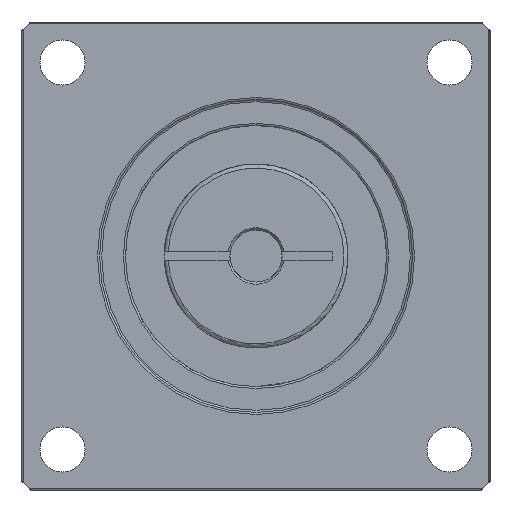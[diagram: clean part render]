
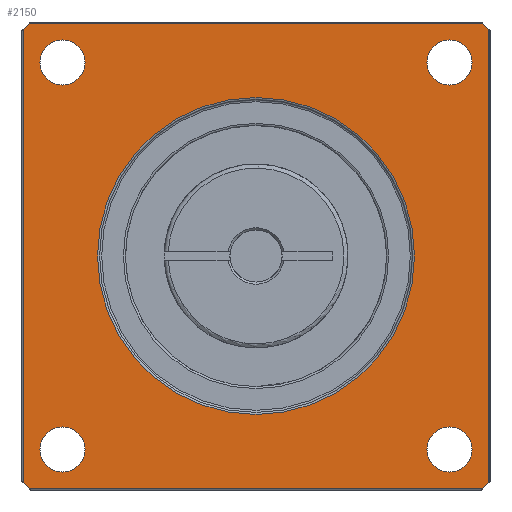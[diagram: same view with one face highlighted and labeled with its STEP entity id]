
A CAD part, left-side view. The second image highlights one B-rep face of the part: STEP entity #2150.
In plain terms, the highlighted planar face has unit normal (-1, 0, 0).
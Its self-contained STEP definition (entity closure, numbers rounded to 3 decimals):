
#33=FACE_BOUND('',#373,.T.);
#34=FACE_BOUND('',#374,.T.);
#35=FACE_BOUND('',#375,.T.);
#36=FACE_BOUND('',#376,.T.);
#37=FACE_BOUND('',#377,.T.);
#103=PLANE('',#2326);
#137=CIRCLE('',#2271,2.75);
#142=CIRCLE('',#2278,2.75);
#147=CIRCLE('',#2285,2.75);
#152=CIRCLE('',#2292,2.75);
#166=CIRCLE('',#2327,19.3);
#167=CIRCLE('',#2328,19.3);
#246=FACE_OUTER_BOUND('',#372,.T.);
#372=EDGE_LOOP('',(#1590,#1591,#1592,#1593,#1594,#1595,#1596,#1597));
#373=EDGE_LOOP('',(#1598));
#374=EDGE_LOOP('',(#1599));
#375=EDGE_LOOP('',(#1600));
#376=EDGE_LOOP('',(#1601));
#377=EDGE_LOOP('',(#1602,#1603));
#626=LINE('',#3990,#757);
#628=LINE('',#4000,#759);
#630=LINE('',#4004,#761);
#631=LINE('',#4006,#762);
#632=LINE('',#4008,#763);
#633=LINE('',#4010,#764);
#634=LINE('',#4012,#765);
#635=LINE('',#4013,#766);
#757=VECTOR('',#2686,10.);
#759=VECTOR('',#2696,10.);
#761=VECTOR('',#2700,10.);
#762=VECTOR('',#2701,10.);
#763=VECTOR('',#2702,10.);
#764=VECTOR('',#2703,10.);
#765=VECTOR('',#2704,10.);
#766=VECTOR('',#2705,10.);
#879=VERTEX_POINT('',#3815);
#884=VERTEX_POINT('',#3829);
#889=VERTEX_POINT('',#3843);
#894=VERTEX_POINT('',#3857);
#933=VERTEX_POINT('',#3987);
#934=VERTEX_POINT('',#3989);
#938=VERTEX_POINT('',#3998);
#939=VERTEX_POINT('',#4003);
#940=VERTEX_POINT('',#4005);
#941=VERTEX_POINT('',#4007);
#942=VERTEX_POINT('',#4009);
#943=VERTEX_POINT('',#4011);
#944=VERTEX_POINT('',#4014);
#945=VERTEX_POINT('',#4015);
#1125=EDGE_CURVE('',#879,#879,#137,.T.);
#1132=EDGE_CURVE('',#884,#884,#142,.T.);
#1139=EDGE_CURVE('',#889,#889,#147,.T.);
#1146=EDGE_CURVE('',#894,#894,#152,.T.);
#1198=EDGE_CURVE('',#933,#934,#626,.T.);
#1203=EDGE_CURVE('',#938,#933,#628,.T.);
#1205=EDGE_CURVE('',#939,#938,#630,.T.);
#1206=EDGE_CURVE('',#940,#939,#631,.T.);
#1207=EDGE_CURVE('',#941,#940,#632,.T.);
#1208=EDGE_CURVE('',#942,#941,#633,.T.);
#1209=EDGE_CURVE('',#943,#942,#634,.T.);
#1210=EDGE_CURVE('',#934,#943,#635,.T.);
#1211=EDGE_CURVE('',#944,#945,#166,.T.);
#1212=EDGE_CURVE('',#945,#944,#167,.T.);
#1590=ORIENTED_EDGE('',*,*,#1203,.F.);
#1591=ORIENTED_EDGE('',*,*,#1205,.F.);
#1592=ORIENTED_EDGE('',*,*,#1206,.F.);
#1593=ORIENTED_EDGE('',*,*,#1207,.F.);
#1594=ORIENTED_EDGE('',*,*,#1208,.F.);
#1595=ORIENTED_EDGE('',*,*,#1209,.F.);
#1596=ORIENTED_EDGE('',*,*,#1210,.F.);
#1597=ORIENTED_EDGE('',*,*,#1198,.F.);
#1598=ORIENTED_EDGE('',*,*,#1125,.T.);
#1599=ORIENTED_EDGE('',*,*,#1132,.T.);
#1600=ORIENTED_EDGE('',*,*,#1139,.T.);
#1601=ORIENTED_EDGE('',*,*,#1146,.T.);
#1602=ORIENTED_EDGE('',*,*,#1211,.F.);
#1603=ORIENTED_EDGE('',*,*,#1212,.F.);
#2150=ADVANCED_FACE('',(#246,#33,#34,#35,#36,#37),#103,.F.);
#2271=AXIS2_PLACEMENT_3D('',#3817,#2549,#2550);
#2278=AXIS2_PLACEMENT_3D('',#3831,#2565,#2566);
#2285=AXIS2_PLACEMENT_3D('',#3845,#2581,#2582);
#2292=AXIS2_PLACEMENT_3D('',#3859,#2597,#2598);
#2326=AXIS2_PLACEMENT_3D('',#4002,#2698,#2699);
#2327=AXIS2_PLACEMENT_3D('',#4016,#2706,#2707);
#2328=AXIS2_PLACEMENT_3D('',#4017,#2708,#2709);
#2549=DIRECTION('center_axis',(1.,0.,0.));
#2550=DIRECTION('ref_axis',(0.,1.,0.));
#2565=DIRECTION('center_axis',(1.,0.,0.));
#2566=DIRECTION('ref_axis',(0.,1.,0.));
#2581=DIRECTION('center_axis',(1.,0.,0.));
#2582=DIRECTION('ref_axis',(0.,1.,0.));
#2597=DIRECTION('center_axis',(1.,0.,0.));
#2598=DIRECTION('ref_axis',(0.,1.,0.));
#2686=DIRECTION('',(0.,0.707,-0.707));
#2696=DIRECTION('',(0.,0.,-1.));
#2698=DIRECTION('center_axis',(1.,0.,0.));
#2699=DIRECTION('ref_axis',(0.,0.,-1.));
#2700=DIRECTION('',(0.,-0.707,-0.707));
#2701=DIRECTION('',(0.,-1.,0.));
#2702=DIRECTION('',(0.,-0.707,0.707));
#2703=DIRECTION('',(0.,0.,1.));
#2704=DIRECTION('',(0.,0.707,0.707));
#2705=DIRECTION('',(0.,1.,0.));
#2706=DIRECTION('center_axis',(-1.,0.,0.));
#2707=DIRECTION('ref_axis',(0.,0.,1.));
#2708=DIRECTION('center_axis',(-1.,0.,0.));
#2709=DIRECTION('ref_axis',(0.,0.,1.));
#3815=CARTESIAN_POINT('',(0.,-26.32,-23.57));
#3817=CARTESIAN_POINT('Origin',(0.,-23.57,-23.57));
#3829=CARTESIAN_POINT('',(0.,20.82,23.57));
#3831=CARTESIAN_POINT('Origin',(0.,23.57,23.57));
#3843=CARTESIAN_POINT('',(0.,-26.32,23.57));
#3845=CARTESIAN_POINT('Origin',(0.,-23.57,23.57));
#3857=CARTESIAN_POINT('',(0.,20.82,-23.57));
#3859=CARTESIAN_POINT('Origin',(0.,23.57,-23.57));
#3987=CARTESIAN_POINT('',(0.,-28.375,-27.625));
#3989=CARTESIAN_POINT('',(0.,-27.625,-28.375));
#3990=CARTESIAN_POINT('',(0.,-28.,-28.));
#3998=CARTESIAN_POINT('',(0.,-28.375,27.625));
#4000=CARTESIAN_POINT('',(0.,-28.375,14.25));
#4002=CARTESIAN_POINT('Origin',(0.,0.,0.));
#4003=CARTESIAN_POINT('',(0.,-27.625,28.375));
#4004=CARTESIAN_POINT('',(0.,-28.,28.));
#4005=CARTESIAN_POINT('',(0.,27.625,28.375));
#4006=CARTESIAN_POINT('',(0.,14.25,28.375));
#4007=CARTESIAN_POINT('',(0.,28.375,27.625));
#4008=CARTESIAN_POINT('',(0.,28.,28.));
#4009=CARTESIAN_POINT('',(0.,28.375,-27.625));
#4010=CARTESIAN_POINT('',(0.,28.375,-14.25));
#4011=CARTESIAN_POINT('',(0.,27.625,-28.375));
#4012=CARTESIAN_POINT('',(0.,28.,-28.));
#4013=CARTESIAN_POINT('',(0.,-14.25,-28.375));
#4014=CARTESIAN_POINT('',(0.,0.,-19.3));
#4015=CARTESIAN_POINT('',(0.,0.,19.3));
#4016=CARTESIAN_POINT('Origin',(0.,0.,0.));
#4017=CARTESIAN_POINT('Origin',(0.,0.,0.));
